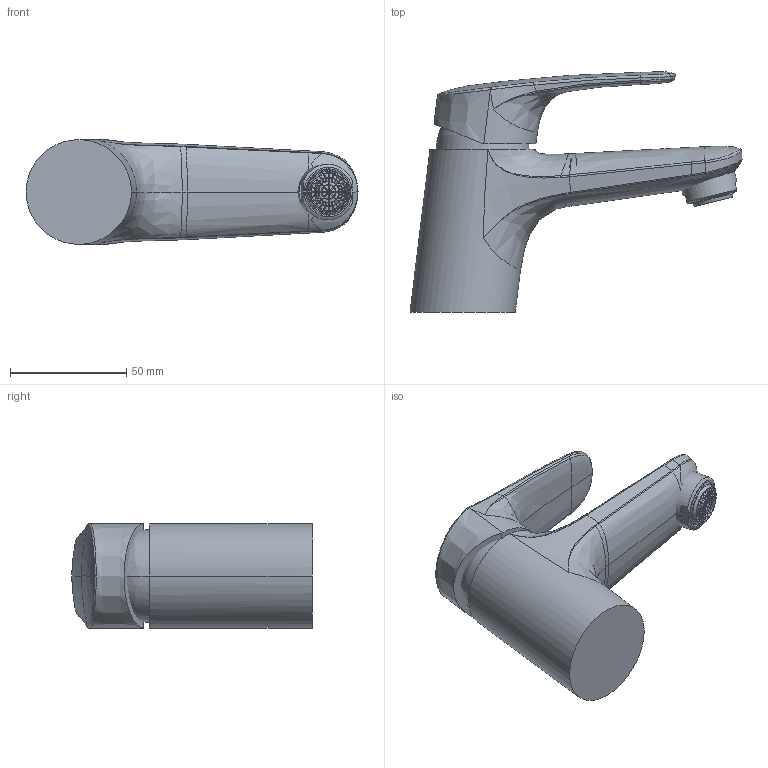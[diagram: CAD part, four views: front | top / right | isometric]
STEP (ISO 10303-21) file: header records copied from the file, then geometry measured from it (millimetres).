
FILE_DESCRIPTION((''),'2;1');
FILE_NAME('WNS168B72-VB1_ASM','2023-04-28T',('fth97'),(''),'CREO PARAMETRIC BY PTC INC, 2015480','CREO PARAMETRIC BY PTC INC, 2015480','');
FILE_SCHEMA(('CONFIG_CONTROL_DESIGN'));
Length unit declared in the file: millimetre
Products named in the file (8): 80T168B7201M; 8ZG97003; 80P35WNS2; M24021CRNP4-R01; M24021CRNP4-R02; M24021CRNP4-R03; M24021CRNP4_ASM; WNS168B72-VB1_ASM
Assembly tree (7 placements, depth 3):
  WNS168B72-VB1_ASM
    80T168B7201M
    8ZG97003
    80P35WNS2
    M24021CRNP4_ASM
      M24021CRNP4-R01
      M24021CRNP4-R02
      M24021CRNP4-R03
Bounding box: 142.92 x 103.46 x 45 mm (x, y, z)
Volume: 226479.3 mm3; surface area: 40283.6 mm2
Topology: 7 solids, 7 shells, 505 faces, 1570 edges, 1003 vertices
Faces by surface type: plane 197, bspline 190, cylinder 80, cone 28, torus 8, sphere 2
Entity records: 27104 total; most frequent: CARTESIAN_POINT 14312, ORIENTED_EDGE 3128, DIRECTION 2037, EDGE_CURVE 1564, VERTEX_POINT 1003, AXIS2_PLACEMENT_3D 747, B_SPLINE_CURVE_WITH_KNOTS 607, EDGE_LOOP 585
